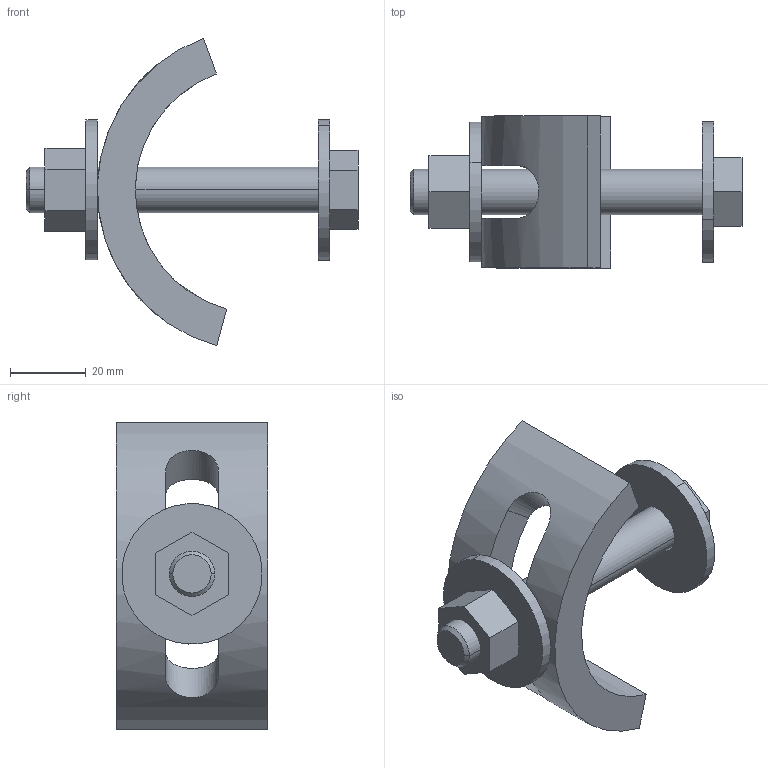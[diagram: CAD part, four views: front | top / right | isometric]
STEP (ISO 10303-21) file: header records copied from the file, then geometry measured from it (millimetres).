
FILE_DESCRIPTION (( 'STEP AP214' ), '1' );
FILE_NAME ('6355836.STP', '2017-02-14T14:40:05', ( '' ), ( '' ), 'SwSTEP 2.0', 'SolidWorks 2016', '' );
FILE_SCHEMA (( 'AUTOMOTIVE_DESIGN' ));
Length unit declared in the file: millimetre
Products named in the file (5): 6355836; 068921_Tr„gerklammer b=40mm Winkel 100ø; 012802_ISO 4017 - M12 x 80; 047721_Hexagon Nut ISO 4032 - M12 - D - N; Scheibe ISO 7093 - 12
Assembly tree (5 placements, depth 2):
  6355836
    068921_Tr„gerklammer b=40mm Winkel 100ø
    012802_ISO 4017 - M12 x 80
    047721_Hexagon Nut ISO 4032 - M12 - D - N
    Scheibe ISO 7093 - 12  x2
Bounding box: 87.5 x 40 x 80.99 mm (x, y, z)
Volume: 48512 mm3; surface area: 20265 mm2
Topology: 5 solids, 5 shells, 45 faces, 100 edges, 66 vertices
Faces by surface type: plane 27, cylinder 14, bspline 2, cone 2
Entity records: 1517 total; most frequent: CARTESIAN_POINT 422, DIRECTION 196, ORIENTED_EDGE 176, EDGE_CURVE 88, AXIS2_PLACEMENT_3D 71, VERTEX_POINT 58, VECTOR 54, LINE 54
